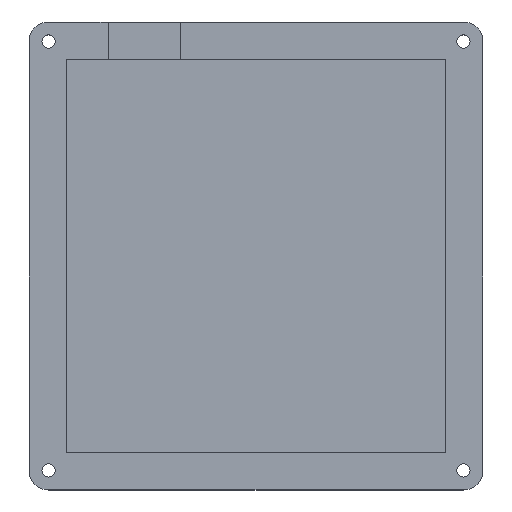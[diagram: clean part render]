
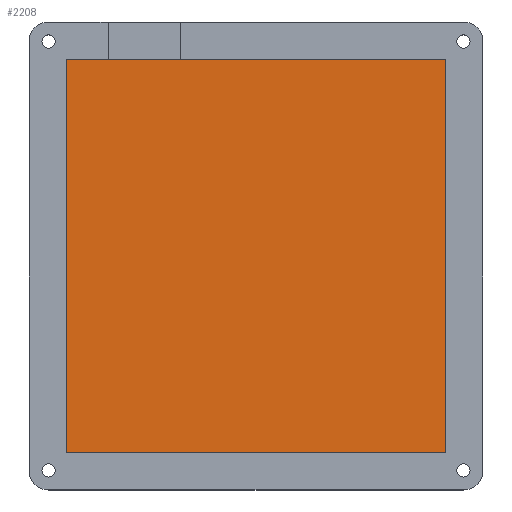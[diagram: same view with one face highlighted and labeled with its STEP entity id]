
A CAD part, top view. The second image highlights one B-rep face of the part: STEP entity #2208.
In plain terms, the highlighted planar face has unit normal (0, 0, 1).
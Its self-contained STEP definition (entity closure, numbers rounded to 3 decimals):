
#174=FACE_OUTER_BOUND('',#311,.T.);
#311=EDGE_LOOP('',(#1934,#1935,#1936,#1937));
#596=LINE('',#3520,#875);
#597=LINE('',#3522,#876);
#598=LINE('',#3524,#877);
#599=LINE('',#3525,#878);
#875=VECTOR('',#2881,10.);
#876=VECTOR('',#2882,10.);
#877=VECTOR('',#2883,10.);
#878=VECTOR('',#2884,10.);
#1081=VERTEX_POINT('',#3518);
#1082=VERTEX_POINT('',#3519);
#1083=VERTEX_POINT('',#3521);
#1084=VERTEX_POINT('',#3523);
#1372=EDGE_CURVE('',#1081,#1082,#596,.T.);
#1373=EDGE_CURVE('',#1083,#1081,#597,.T.);
#1374=EDGE_CURVE('',#1084,#1083,#598,.T.);
#1375=EDGE_CURVE('',#1082,#1084,#599,.T.);
#1934=ORIENTED_EDGE('',*,*,#1372,.F.);
#1935=ORIENTED_EDGE('',*,*,#1373,.F.);
#1936=ORIENTED_EDGE('',*,*,#1374,.F.);
#1937=ORIENTED_EDGE('',*,*,#1375,.F.);
#2098=PLANE('',#2356);
#2208=ADVANCED_FACE('',(#174),#2098,.T.);
#2356=AXIS2_PLACEMENT_3D('',#3517,#2879,#2880);
#2879=DIRECTION('center_axis',(0.,0.,1.));
#2880=DIRECTION('ref_axis',(1.,0.,0.));
#2881=DIRECTION('',(0.,1.,0.));
#2882=DIRECTION('',(-1.,0.,0.));
#2883=DIRECTION('',(0.,-1.,0.));
#2884=DIRECTION('',(1.,0.,0.));
#3517=CARTESIAN_POINT('Origin',(48.7,50.5,3.));
#3518=CARTESIAN_POINT('',(0.,0.,3.));
#3519=CARTESIAN_POINT('',(0.,101.,3.));
#3520=CARTESIAN_POINT('',(0.,25.25,3.));
#3521=CARTESIAN_POINT('',(97.4,0.,3.));
#3522=CARTESIAN_POINT('',(73.05,0.,3.));
#3523=CARTESIAN_POINT('',(97.4,101.,3.));
#3524=CARTESIAN_POINT('',(97.4,75.75,3.));
#3525=CARTESIAN_POINT('',(24.35,101.,3.));
